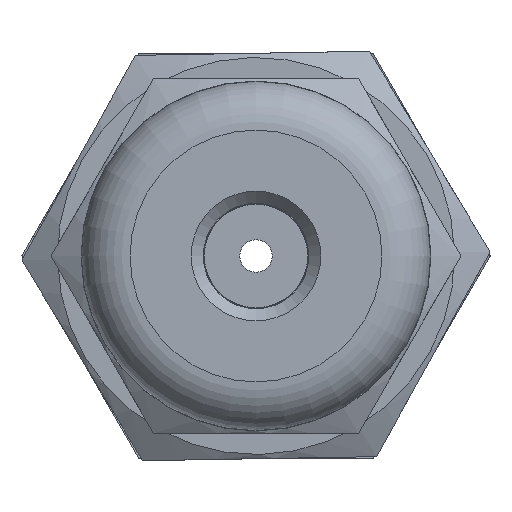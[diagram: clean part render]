
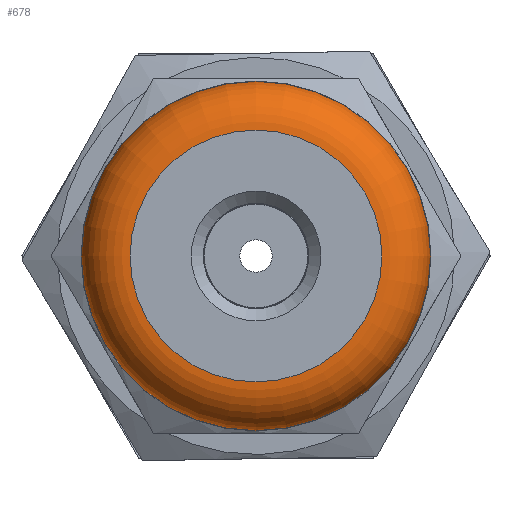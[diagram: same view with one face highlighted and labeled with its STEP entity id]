
A CAD part, left-side view. The second image highlights one B-rep face of the part: STEP entity #678.
In plain terms, the highlighted toroidal (fillet/blend) face has major radius 3.946 mm and minor radius 1.524 mm.
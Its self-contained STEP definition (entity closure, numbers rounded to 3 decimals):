
#651=CARTESIAN_POINT('',(-15.945,-2.77,-7.974));
#652=DIRECTION('',(1.0,0.,0.));
#653=DIRECTION('',(0.0,0.0,-1.0));
#654=AXIS2_PLACEMENT_3D('',#651,#652,#653);
#655=TOROIDAL_SURFACE('',#654,3.946,1.524);
#656=CARTESIAN_POINT('',(-15.945,2.7,-7.974));
#657=VERTEX_POINT('',#656);
#658=CARTESIAN_POINT('',(-15.945,-2.77,-7.974));
#659=DIRECTION('',(1.0,0.0,0.0));
#660=DIRECTION('',(0.0,1.0,0.0));
#661=AXIS2_PLACEMENT_3D('',#658,#659,#660);
#662=CIRCLE('',#661,5.47);
#663=EDGE_CURVE('',#657,#657,#662,.T.);
#664=ORIENTED_EDGE('',*,*,#663,.F.);
#665=EDGE_LOOP('',(#664));
#666=FACE_OUTER_BOUND('',#665,.T.);
#667=CARTESIAN_POINT('',(-17.469,1.176,-7.974));
#668=VERTEX_POINT('',#667);
#669=CARTESIAN_POINT('',(-17.469,-2.77,-7.974));
#670=DIRECTION('',(1.0,0.0,0.0));
#671=DIRECTION('',(0.0,-1.0,0.0));
#672=AXIS2_PLACEMENT_3D('',#669,#670,#671);
#673=CIRCLE('',#672,3.946);
#674=EDGE_CURVE('',#668,#668,#673,.T.);
#675=ORIENTED_EDGE('',*,*,#674,.T.);
#676=EDGE_LOOP('',(#675));
#677=FACE_BOUND('',#676,.T.);
#678=ADVANCED_FACE('',(#666,#677),#655,.T.);
